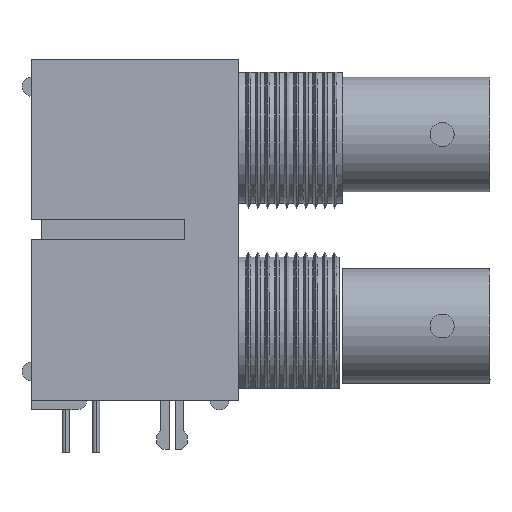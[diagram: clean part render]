
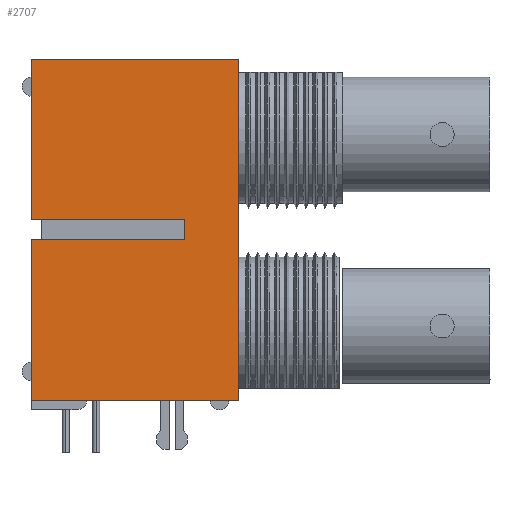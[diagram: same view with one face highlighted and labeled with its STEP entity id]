
A CAD part, front view. The second image highlights one B-rep face of the part: STEP entity #2707.
In plain terms, the highlighted planar face has unit normal (0, -1, 0).
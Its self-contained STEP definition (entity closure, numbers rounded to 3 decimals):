
#2428=CARTESIAN_POINT('',(3.75,-7.5,14.195));
#2429=VERTEX_POINT('',#2428);
#2446=CARTESIAN_POINT('',(-9.05,-7.5,14.195));
#2447=VERTEX_POINT('',#2446);
#2454=CARTESIAN_POINT('',(3.75,-7.5,14.195));
#2455=DIRECTION('',(-1.0,0.0,0.0));
#2456=VECTOR('',#2455,12.8);
#2457=LINE('',#2454,#2456);
#2458=EDGE_CURVE('',#2429,#2447,#2457,.T.);
#2470=CARTESIAN_POINT('',(3.75,-7.5,15.91));
#2471=VERTEX_POINT('',#2470);
#2478=CARTESIAN_POINT('',(-9.05,-7.5,15.91));
#2479=VERTEX_POINT('',#2478);
#2480=CARTESIAN_POINT('',(-9.05,-7.5,15.91));
#2481=DIRECTION('',(1.0,0.0,0.0));
#2482=VECTOR('',#2481,12.8);
#2483=LINE('',#2480,#2482);
#2484=EDGE_CURVE('',#2479,#2471,#2483,.T.);
#2508=CARTESIAN_POINT('',(3.75,-7.5,15.91));
#2509=DIRECTION('',(0.0,0.0,-1.0));
#2510=VECTOR('',#2509,1.716);
#2511=LINE('',#2508,#2510);
#2512=EDGE_CURVE('',#2471,#2429,#2511,.T.);
#2659=CARTESIAN_POINT('',(-0.4,-7.5,15.05));
#2660=DIRECTION('',(0.0,-1.0,0.0));
#2661=DIRECTION('',(0.0,0.0,1.0));
#2662=AXIS2_PLACEMENT_3D('',#2659,#2660,#2661);
#2663=PLANE('',#2662);
#2664=ORIENTED_EDGE('',*,*,#2484,.T.);
#2665=ORIENTED_EDGE('',*,*,#2512,.T.);
#2666=ORIENTED_EDGE('',*,*,#2458,.T.);
#2667=CARTESIAN_POINT('',(-9.05,-7.5,0.8));
#2668=VERTEX_POINT('',#2667);
#2669=CARTESIAN_POINT('',(-9.05,-7.5,14.195));
#2670=DIRECTION('',(0.0,0.0,-1.0));
#2671=VECTOR('',#2670,13.395);
#2672=LINE('',#2669,#2671);
#2673=EDGE_CURVE('',#2447,#2668,#2672,.T.);
#2674=ORIENTED_EDGE('',*,*,#2673,.T.);
#2675=CARTESIAN_POINT('',(8.25,-7.5,0.8));
#2676=VERTEX_POINT('',#2675);
#2677=CARTESIAN_POINT('',(8.25,-7.5,0.8));
#2678=DIRECTION('',(-1.0,0.0,0.0));
#2679=VECTOR('',#2678,17.3);
#2680=LINE('',#2677,#2679);
#2681=EDGE_CURVE('',#2676,#2668,#2680,.T.);
#2682=ORIENTED_EDGE('',*,*,#2681,.F.);
#2683=CARTESIAN_POINT('',(8.25,-7.5,29.3));
#2684=VERTEX_POINT('',#2683);
#2685=CARTESIAN_POINT('',(8.25,-7.5,29.3));
#2686=DIRECTION('',(0.0,0.0,-1.0));
#2687=VECTOR('',#2686,28.5);
#2688=LINE('',#2685,#2687);
#2689=EDGE_CURVE('',#2684,#2676,#2688,.T.);
#2690=ORIENTED_EDGE('',*,*,#2689,.F.);
#2691=CARTESIAN_POINT('',(-9.05,-7.5,29.3));
#2692=VERTEX_POINT('',#2691);
#2693=CARTESIAN_POINT('',(-9.05,-7.5,29.3));
#2694=DIRECTION('',(1.0,0.0,0.0));
#2695=VECTOR('',#2694,17.3);
#2696=LINE('',#2693,#2695);
#2697=EDGE_CURVE('',#2692,#2684,#2696,.T.);
#2698=ORIENTED_EDGE('',*,*,#2697,.F.);
#2699=CARTESIAN_POINT('',(-9.05,-7.5,29.3));
#2700=DIRECTION('',(0.0,0.0,-1.0));
#2701=VECTOR('',#2700,13.39);
#2702=LINE('',#2699,#2701);
#2703=EDGE_CURVE('',#2692,#2479,#2702,.T.);
#2704=ORIENTED_EDGE('',*,*,#2703,.T.);
#2705=EDGE_LOOP('',(#2664,#2665,#2666,#2674,#2682,#2690,#2698,#2704));
#2706=FACE_OUTER_BOUND('',#2705,.T.);
#2707=ADVANCED_FACE('',(#2706),#2663,.T.);
